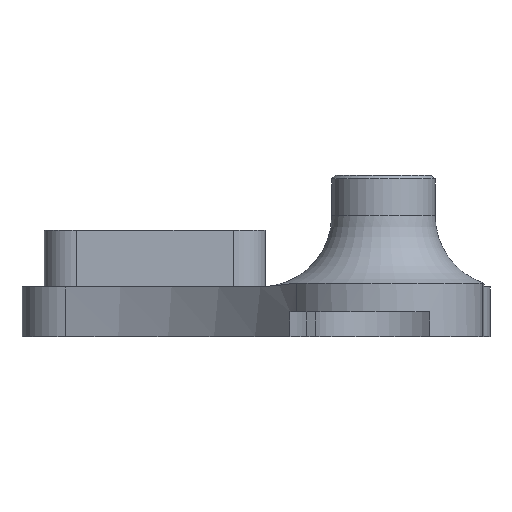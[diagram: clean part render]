
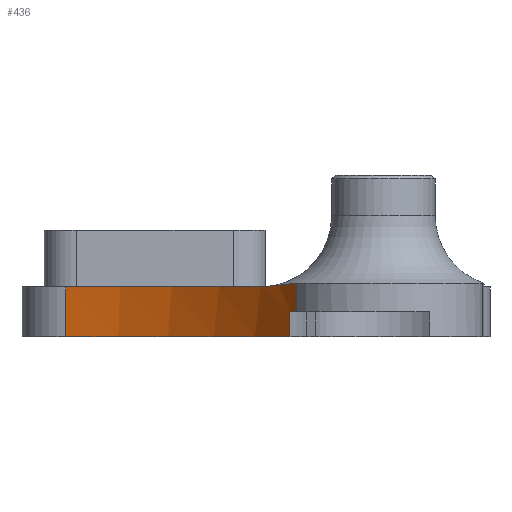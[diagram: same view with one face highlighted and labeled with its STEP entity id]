
A CAD part, front view. The second image highlights one B-rep face of the part: STEP entity #436.
In plain terms, the highlighted cylindrical face has radius 50.8 mm (diameter 101.6 mm), a partial arc.
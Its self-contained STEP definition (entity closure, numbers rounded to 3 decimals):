
#23 = CARTESIAN_POINT ( 'NONE',  ( -13.763, -4.641, 7.341 ) ) ;
#33 = CARTESIAN_POINT ( 'NONE',  ( -13.09, -5.573, 3.5 ) ) ;
#83 = LINE ( 'NONE', #1077, #1167 ) ;
#168 = ORIENTED_EDGE ( 'NONE', *, *, #541, .F. ) ;
#186 = CARTESIAN_POINT ( 'NONE',  ( -54.498, -35.002, 0. ) ) ;
#188 = EDGE_CURVE ( 'NONE', #1361, #651, #1555, .T. ) ;
#210 = ORIENTED_EDGE ( 'NONE', *, *, #1611, .T. ) ;
#211 = CARTESIAN_POINT ( 'NONE',  ( -12.198, -6.87, 0. ) ) ;
#236 = DIRECTION ( 'NONE',  ( 1., 0., 0. ) ) ;
#248 = EDGE_CURVE ( 'NONE', #1402, #530, #1506, .T. ) ;
#260 = CARTESIAN_POINT ( 'NONE',  ( -14.172, -4.1, 7.275 ) ) ;
#283 = DIRECTION ( 'NONE',  ( 0., 0., 1. ) ) ;
#302 = B_SPLINE_CURVE_WITH_KNOTS ( 'NONE', 3,
 ( #1234, #359, #1242, #23, #260, #746, #614, #1379 ),
 .UNSPECIFIED., .F., .F.,
 ( 4, 2, 2, 4 ),
 ( 0., 0.002, 0.004, 0.008 ),
 .UNSPECIFIED. ) ;
#322 = EDGE_CURVE ( 'NONE', #487, #483, #547, .T. ) ;
#344 = EDGE_CURVE ( 'NONE', #487, #651, #302, .T. ) ;
#348 = AXIS2_PLACEMENT_3D ( 'NONE', #1461, #1366, #853 ) ;
#359 = CARTESIAN_POINT ( 'NONE',  ( -12.577, -6.301, 7.485 ) ) ;
#436 = ADVANCED_FACE ( 'NONE', ( #809 ), #718, .F. ) ;
#483 = VERTEX_POINT ( 'NONE', #1527 ) ;
#487 = VERTEX_POINT ( 'NONE', #622 ) ;
#512 = DIRECTION ( 'NONE',  ( 0., 0., -1. ) ) ;
#530 = VERTEX_POINT ( 'NONE', #810 ) ;
#541 = EDGE_CURVE ( 'NONE', #1402, #1361, #83, .T. ) ;
#547 = LINE ( 'NONE', #211, #685 ) ;
#552 = CARTESIAN_POINT ( 'NONE',  ( -13.09, -5.573, -0.051 ) ) ;
#614 = CARTESIAN_POINT ( 'NONE',  ( -16.313, -1.469, 6.96 ) ) ;
#622 = CARTESIAN_POINT ( 'NONE',  ( -12.198, -6.87, 7.502 ) ) ;
#651 = VERTEX_POINT ( 'NONE', #1218 ) ;
#685 = VECTOR ( 'NONE', #1133, 1000. ) ;
#718 = CYLINDRICAL_SURFACE ( 'NONE', #1220, 50.8 ) ;
#746 = CARTESIAN_POINT ( 'NONE',  ( -15.431, -2.502, 7.083 ) ) ;
#809 = FACE_OUTER_BOUND ( 'NONE', #1035, .T. ) ;
#810 = CARTESIAN_POINT ( 'NONE',  ( -13.09, -5.573, 0. ) ) ;
#839 = VERTEX_POINT ( 'NONE', #33 ) ;
#853 = DIRECTION ( 'NONE',  ( -1., 0., 0. ) ) ;
#914 = VECTOR ( 'NONE', #1489, 1000. ) ;
#942 = CARTESIAN_POINT ( 'NONE',  ( -54.498, -35.002, 6.96 ) ) ;
#955 = ORIENTED_EDGE ( 'NONE', *, *, #188, .F. ) ;
#976 = CARTESIAN_POINT ( 'NONE',  ( -44.526, 14.81, 6.96 ) ) ;
#1035 = EDGE_LOOP ( 'NONE', ( #1580, #1291, #955, #168, #1303, #210, #1211 ) ) ;
#1053 = DIRECTION ( 'NONE',  ( 0., 0., -1. ) ) ;
#1077 = CARTESIAN_POINT ( 'NONE',  ( -44.526, 14.81, 0. ) ) ;
#1133 = DIRECTION ( 'NONE',  ( 0., 0., -1. ) ) ;
#1159 = CARTESIAN_POINT ( 'NONE',  ( -54.498, -35.002, 0. ) ) ;
#1167 = VECTOR ( 'NONE', #1319, 1000. ) ;
#1184 = CARTESIAN_POINT ( 'NONE',  ( -44.526, 14.81, 0. ) ) ;
#1211 = ORIENTED_EDGE ( 'NONE', *, *, #1681, .F. ) ;
#1218 = CARTESIAN_POINT ( 'NONE',  ( -17.244, -0.465, 6.96 ) ) ;
#1220 = AXIS2_PLACEMENT_3D ( 'NONE', #186, #283, #236 ) ;
#1234 = CARTESIAN_POINT ( 'NONE',  ( -12.198, -6.87, 7.502 ) ) ;
#1242 = CARTESIAN_POINT ( 'NONE',  ( -12.966, -5.742, 7.446 ) ) ;
#1247 = DIRECTION ( 'NONE',  ( 1., 0., 0. ) ) ;
#1291 = ORIENTED_EDGE ( 'NONE', *, *, #344, .T. ) ;
#1303 = ORIENTED_EDGE ( 'NONE', *, *, #248, .T. ) ;
#1319 = DIRECTION ( 'NONE',  ( 0., 0., 1. ) ) ;
#1342 = LINE ( 'NONE', #552, #914 ) ;
#1343 = AXIS2_PLACEMENT_3D ( 'NONE', #1159, #512, #1579 ) ;
#1361 = VERTEX_POINT ( 'NONE', #976 ) ;
#1366 = DIRECTION ( 'NONE',  ( 0., 0., 1. ) ) ;
#1379 = CARTESIAN_POINT ( 'NONE',  ( -17.244, -0.465, 6.96 ) ) ;
#1402 = VERTEX_POINT ( 'NONE', #1184 ) ;
#1440 = CIRCLE ( 'NONE', #348, 50.8 ) ;
#1461 = CARTESIAN_POINT ( 'NONE',  ( -54.498, -35.002, 3.5 ) ) ;
#1489 = DIRECTION ( 'NONE',  ( 0., 0., 1. ) ) ;
#1496 = AXIS2_PLACEMENT_3D ( 'NONE', #942, #1053, #1247 ) ;
#1506 = CIRCLE ( 'NONE', #1343, 50.8 ) ;
#1527 = CARTESIAN_POINT ( 'NONE',  ( -12.198, -6.87, 3.5 ) ) ;
#1555 = CIRCLE ( 'NONE', #1496, 50.8 ) ;
#1579 = DIRECTION ( 'NONE',  ( 1., 0., 0. ) ) ;
#1580 = ORIENTED_EDGE ( 'NONE', *, *, #322, .F. ) ;
#1611 = EDGE_CURVE ( 'NONE', #530, #839, #1342, .T. ) ;
#1681 = EDGE_CURVE ( 'NONE', #483, #839, #1440, .T. ) ;
